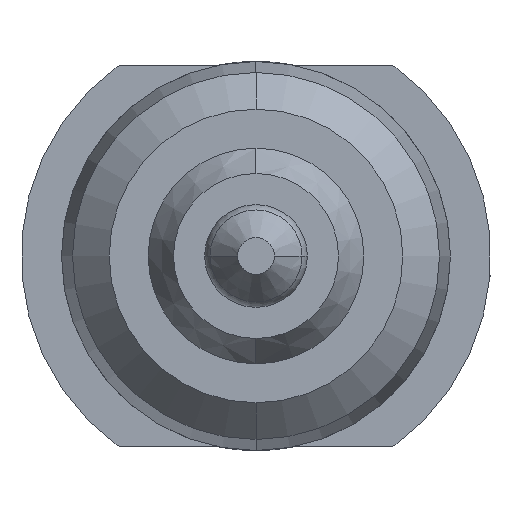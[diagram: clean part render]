
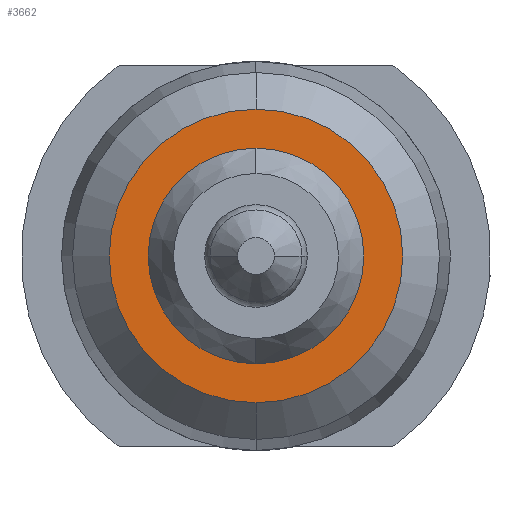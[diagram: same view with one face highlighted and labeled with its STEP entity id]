
A CAD part, front view. The second image highlights one B-rep face of the part: STEP entity #3662.
In plain terms, the highlighted planar face has unit normal (0, -1, 0).
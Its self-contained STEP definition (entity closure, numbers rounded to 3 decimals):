
#222 = DIRECTION ( 'NONE',  ( 0., 0., -1. ) ) ;
#244 = DIRECTION ( 'NONE',  ( 0., -1., 0. ) ) ;
#397 = EDGE_CURVE ( 'Defeature ausgef�hrt1_13+Defeature ausgef�hrt1_2+Defeature ausgef�hrt1_2+Defeature ausgef�hrt1_2', #4765, #2283, #2052, .T. ) ;
#453 = CARTESIAN_POINT ( 'NONE',  ( 0., -28., 0.735 ) ) ;
#514 = CIRCLE ( 'NONE', #910, 0.735 ) ;
#517 = EDGE_LOOP ( 'NONE', ( #3792, #1912 ) ) ;
#644 = AXIS2_PLACEMENT_3D ( 'NONE', #2165, #1399, #222 ) ;
#714 = FACE_OUTER_BOUND ( 'NONE', #517, .T. ) ;
#910 = AXIS2_PLACEMENT_3D ( 'NONE', #1692, #3165, #2034 ) ;
#930 = AXIS2_PLACEMENT_3D ( 'NONE', #3732, #3356, #3684 ) ;
#1042 = CARTESIAN_POINT ( 'NONE',  ( 0., -28., 1. ) ) ;
#1110 = CARTESIAN_POINT ( 'NONE',  ( -1., -28., 0. ) ) ;
#1167 = DIRECTION ( 'NONE',  ( 0., 0., -1. ) ) ;
#1172 = EDGE_LOOP ( 'NONE', ( #1332, #2306 ) ) ;
#1224 = EDGE_CURVE ( 'Defeature ausgef�hrt1_13+Defeature ausgef�hrt1_2+Defeature ausgef�hrt1_2+Defeature ausgef�hrt1_2', #2283, #4765, #2215, .T. ) ;
#1332 = ORIENTED_EDGE ( 'NONE', *, *, #3339, .F. ) ;
#1371 = VERTEX_POINT ( 'NONE', #3672 ) ;
#1398 = CARTESIAN_POINT ( 'NONE',  ( 0., -28., -1. ) ) ;
#1399 = DIRECTION ( 'NONE',  ( 0., 1., 0. ) ) ;
#1692 = CARTESIAN_POINT ( 'NONE',  ( 0., -28., 0. ) ) ;
#1768 = CARTESIAN_POINT ( 'NONE',  ( 0., -28., 0. ) ) ;
#1912 = ORIENTED_EDGE ( 'NONE', *, *, #397, .F. ) ;
#1958 = EDGE_CURVE ( 'Defeature ausgef�hrt1_26+Defeature ausgef�hrt1_2+Defeature ausgef�hrt1_2+Defeature ausgef�hrt1_2', #1371, #3744, #4108, .T. ) ;
#1963 = AXIS2_PLACEMENT_3D ( 'NONE', #1768, #244, #3248 ) ;
#2034 = DIRECTION ( 'NONE',  ( -1., 0., 0. ) ) ;
#2052 = CIRCLE ( 'NONE', #930, 1. ) ;
#2165 = CARTESIAN_POINT ( 'NONE',  ( 0., -28., 0. ) ) ;
#2215 = CIRCLE ( 'NONE', #644, 1. ) ;
#2283 = VERTEX_POINT ( 'NONE', #1398 ) ;
#2306 = ORIENTED_EDGE ( 'NONE', *, *, #1958, .F. ) ;
#2905 = AXIS2_PLACEMENT_3D ( 'NONE', #1110, #3710, #1167 ) ;
#3165 = DIRECTION ( 'NONE',  ( 0., -1., 0. ) ) ;
#3248 = DIRECTION ( 'NONE',  ( -1., 0., 0. ) ) ;
#3329 = PLANE ( 'NONE',  #2905 ) ;
#3339 = EDGE_CURVE ( 'Defeature ausgef�hrt1_26+Defeature ausgef�hrt1_2+Defeature ausgef�hrt1_2+Defeature ausgef�hrt1_2', #3744, #1371, #514, .T. ) ;
#3356 = DIRECTION ( 'NONE',  ( 0., 1., 0. ) ) ;
#3662 = ADVANCED_FACE ( 'Defeature ausgef�hrt1_2', ( #4704, #714 ), #3329, .F. ) ;
#3672 = CARTESIAN_POINT ( 'NONE',  ( 0., -28., -0.735 ) ) ;
#3684 = DIRECTION ( 'NONE',  ( 0., 0., -1. ) ) ;
#3710 = DIRECTION ( 'NONE',  ( 0., 1., 0. ) ) ;
#3732 = CARTESIAN_POINT ( 'NONE',  ( 0., -28., 0. ) ) ;
#3744 = VERTEX_POINT ( 'NONE', #453 ) ;
#3792 = ORIENTED_EDGE ( 'NONE', *, *, #1224, .F. ) ;
#4108 = CIRCLE ( 'NONE', #1963, 0.735 ) ;
#4704 = FACE_BOUND ( 'NONE', #1172, .T. ) ;
#4765 = VERTEX_POINT ( 'NONE', #1042 ) ;
